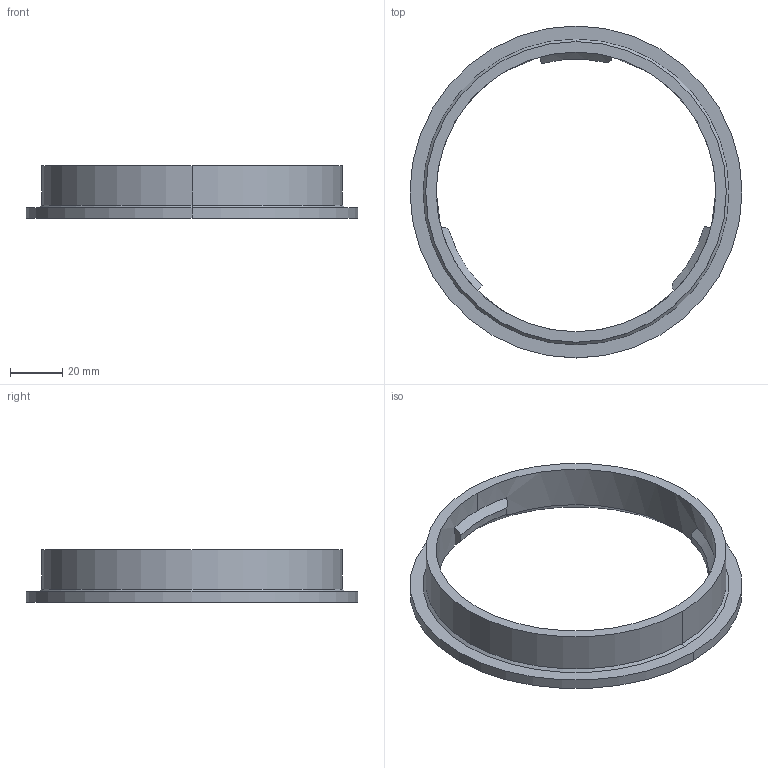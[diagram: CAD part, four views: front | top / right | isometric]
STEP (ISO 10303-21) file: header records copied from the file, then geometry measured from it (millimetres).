
FILE_DESCRIPTION (( 'STEP AP203' ), '1' );
FILE_NAME ('Module_Adapter.STEP', '2020-11-29T12:44:42', ( '' ), ( '' ), '', '', '' );
FILE_SCHEMA (( 'CONFIG_CONTROL_DESIGN' ));
Length unit declared in the file: millimetre
Products named in the file (1): Module_Adapter
Bounding box: 127 x 127 x 20 mm (x, y, z)
Volume: 36300.6 mm3; surface area: 20801.9 mm2
Topology: 1 solids, 1 shells, 28 faces, 72 edges, 47 vertices
Faces by surface type: plane 12, cylinder 9, cone 7
Entity records: 948 total; most frequent: CARTESIAN_POINT 166, DIRECTION 153, ORIENTED_EDGE 144, EDGE_CURVE 72, AXIS2_PLACEMENT_3D 58, VERTEX_POINT 47, LINE 37, VECTOR 37
